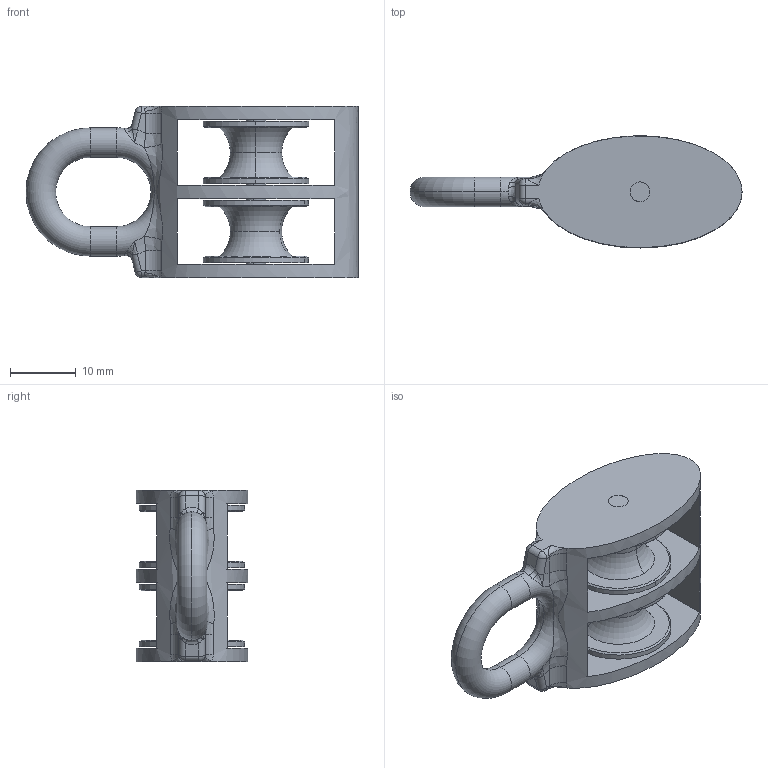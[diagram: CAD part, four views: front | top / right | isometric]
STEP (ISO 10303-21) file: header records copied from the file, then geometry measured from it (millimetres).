
FILE_DESCRIPTION (( 'STEP AP214' ), '1' );
FILE_NAME ('A722 Áëîê äâîéíîé, øêèâ ïëàñòèêîâûé 15 ìì -5-.STEP', '2025-12-05T10:40:51', ( '' ), ( '' ), 'SwSTEP 2.0', 'SolidWorks 2025', '' );
FILE_SCHEMA (( 'AUTOMOTIVE_DESIGN' ));
Length unit declared in the file: millimetre
Products named in the file (4): A722 Ролик_00; A722 Вал_00; A722 Блок двойной, шкив пластиковый 15 мм -5-; A722 Корпус_00
Assembly tree (4 placements, depth 2):
  A722 Блок двойной, шкив пластиковый 15 мм -5-
    A722 Корпус_00
    A722 Ролик_00  x2
    A722 Вал_00
Bounding box: 50.45 x 16.98 x 26 mm (x, y, z)
Volume: 6097 mm3; surface area: 6614.7 mm2
Topology: 4 solids, 4 shells, 122 faces, 284 edges, 160 vertices
Faces by surface type: cylinder 38, bspline 30, plane 26, torus 16, cone 8, sphere 4
Entity records: 3925 total; most frequent: CARTESIAN_POINT 1609, ORIENTED_EDGE 472, DIRECTION 435, EDGE_CURVE 236, AXIS2_PLACEMENT_3D 184, VERTEX_POINT 138, EDGE_LOOP 118, ADVANCED_FACE 104
